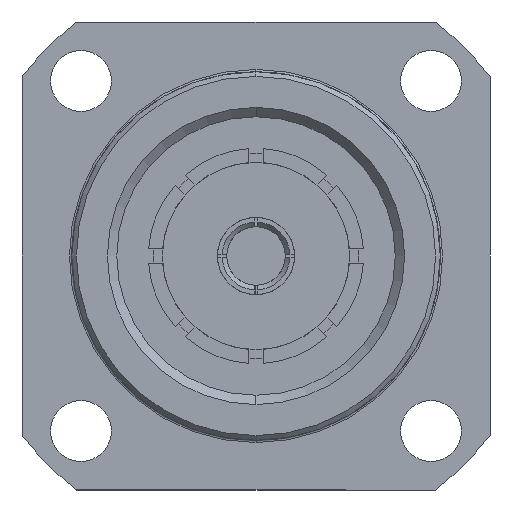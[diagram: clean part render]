
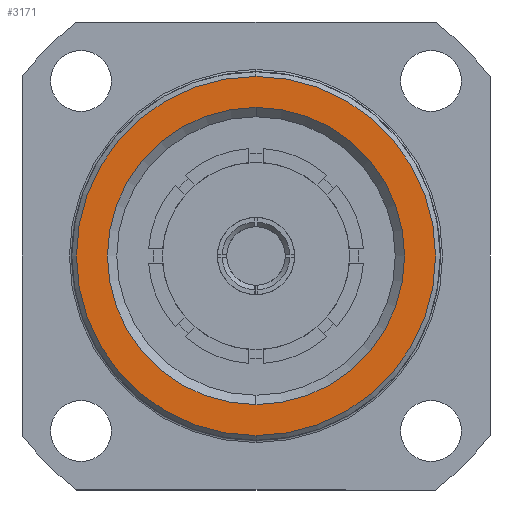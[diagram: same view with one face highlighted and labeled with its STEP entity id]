
A CAD part, left-side view. The second image highlights one B-rep face of the part: STEP entity #3171.
In plain terms, the highlighted planar face has unit normal (-1, 0, 0).
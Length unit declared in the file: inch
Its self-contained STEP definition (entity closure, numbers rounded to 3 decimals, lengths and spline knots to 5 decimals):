
#106 = CIRCLE ( 'NONE', #893, 0.3837 ) ;
#116 = AXIS2_PLACEMENT_3D ( 'NONE', #2354, #6038, #849 ) ;
#140 = CARTESIAN_POINT ( 'NONE',  ( -0.787, 0., 0. ) ) ;
#315 = DIRECTION ( 'NONE',  ( -1., 0., 0. ) ) ;
#341 = AXIS2_PLACEMENT_3D ( 'NONE', #4009, #3459, #1130 ) ;
#356 = DIRECTION ( 'NONE',  ( 0., 0., 1. ) ) ;
#413 = VERTEX_POINT ( 'NONE', #3331 ) ;
#595 = FACE_BOUND ( 'NONE', #5368, .T. ) ;
#769 = EDGE_CURVE ( 'NONE', #5231, #6135, #106, .T. ) ;
#828 = CARTESIAN_POINT ( 'NONE',  ( -0.787, 0., 0.3837 ) ) ;
#849 = DIRECTION ( 'NONE',  ( 0., 0., 1. ) ) ;
#893 = AXIS2_PLACEMENT_3D ( 'NONE', #4627, #315, #356 ) ;
#1130 = DIRECTION ( 'NONE',  ( 0., 0., 1. ) ) ;
#1193 = CIRCLE ( 'NONE', #341, 0.3175 ) ;
#1992 = CIRCLE ( 'NONE', #116, 0.3175 ) ;
#2169 = CARTESIAN_POINT ( 'NONE',  ( -0.787, 0., -0.3837 ) ) ;
#2334 = PLANE ( 'NONE',  #2712 ) ;
#2336 = EDGE_LOOP ( 'NONE', ( #4249, #5696 ) ) ;
#2354 = CARTESIAN_POINT ( 'NONE',  ( -0.787, 0., 0. ) ) ;
#2712 = AXIS2_PLACEMENT_3D ( 'NONE', #3194, #4165, #4624 ) ;
#3047 = DIRECTION ( 'NONE',  ( -1., 0., 0. ) ) ;
#3163 = EDGE_CURVE ( 'NONE', #4594, #413, #1992, .T. ) ;
#3171 = ADVANCED_FACE ( 'NONE', ( #595, #5935 ), #2334, .T. ) ;
#3194 = CARTESIAN_POINT ( 'NONE',  ( -0.787, 0., 0. ) ) ;
#3331 = CARTESIAN_POINT ( 'NONE',  ( -0.787, 0., -0.3175 ) ) ;
#3459 = DIRECTION ( 'NONE',  ( 1., 0., 0. ) ) ;
#3974 = CIRCLE ( 'NONE', #5268, 0.3837 ) ;
#4009 = CARTESIAN_POINT ( 'NONE',  ( -0.787, 0., 0. ) ) ;
#4017 = ORIENTED_EDGE ( 'NONE', *, *, #6050, .T. ) ;
#4165 = DIRECTION ( 'NONE',  ( -1., 0., 0. ) ) ;
#4249 = ORIENTED_EDGE ( 'NONE', *, *, #4967, .T. ) ;
#4463 = ORIENTED_EDGE ( 'NONE', *, *, #3163, .T. ) ;
#4594 = VERTEX_POINT ( 'NONE', #5662 ) ;
#4624 = DIRECTION ( 'NONE',  ( 0., 0., 1. ) ) ;
#4627 = CARTESIAN_POINT ( 'NONE',  ( -0.787, 0., 0. ) ) ;
#4889 = DIRECTION ( 'NONE',  ( 0., 0., 1. ) ) ;
#4967 = EDGE_CURVE ( 'NONE', #6135, #5231, #3974, .T. ) ;
#5231 = VERTEX_POINT ( 'NONE', #828 ) ;
#5268 = AXIS2_PLACEMENT_3D ( 'NONE', #140, #3047, #4889 ) ;
#5368 = EDGE_LOOP ( 'NONE', ( #4463, #4017 ) ) ;
#5662 = CARTESIAN_POINT ( 'NONE',  ( -0.787, 0., 0.3175 ) ) ;
#5696 = ORIENTED_EDGE ( 'NONE', *, *, #769, .T. ) ;
#5935 = FACE_OUTER_BOUND ( 'NONE', #2336, .T. ) ;
#6038 = DIRECTION ( 'NONE',  ( 1., 0., 0. ) ) ;
#6050 = EDGE_CURVE ( 'NONE', #413, #4594, #1193, .T. ) ;
#6135 = VERTEX_POINT ( 'NONE', #2169 ) ;
